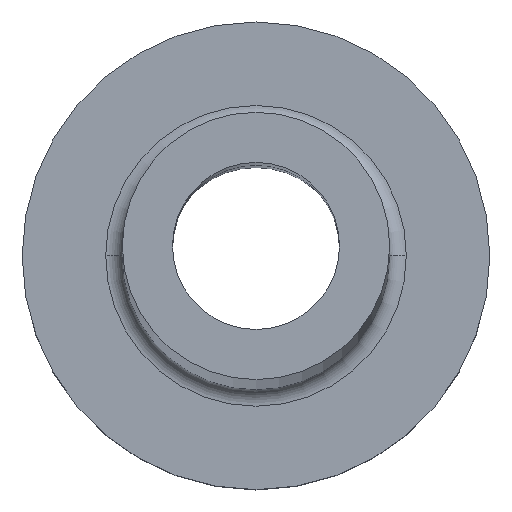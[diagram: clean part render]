
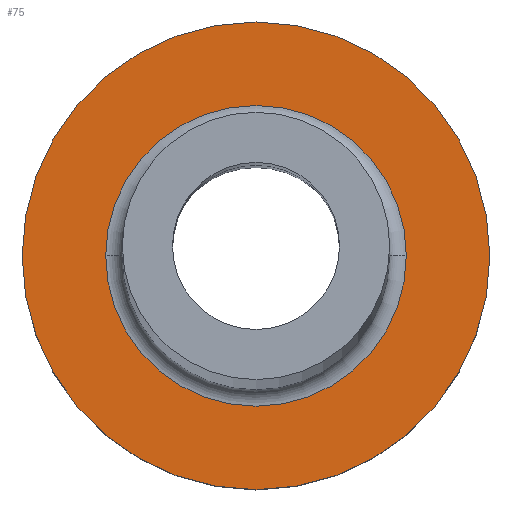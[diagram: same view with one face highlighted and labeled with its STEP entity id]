
A CAD part, top view. The second image highlights one B-rep face of the part: STEP entity #75.
In plain terms, the highlighted planar face has unit normal (0, 0, 1).
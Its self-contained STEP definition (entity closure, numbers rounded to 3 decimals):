
#2 = CIRCLE ( 'NONE', #38, 7. ) ;
#9 = FACE_OUTER_BOUND ( 'NONE', #154, .T. ) ;
#12 = CARTESIAN_POINT ( 'NONE',  ( -4.5, 0., 5. ) ) ;
#38 = AXIS2_PLACEMENT_3D ( 'NONE', #341, #165, #407 ) ;
#48 = EDGE_CURVE ( 'NONE', #109, #99, #416, .T. ) ;
#49 = CARTESIAN_POINT ( 'NONE',  ( 4.5, 0., 5. ) ) ;
#60 = EDGE_CURVE ( 'NONE', #74, #80, #2, .T. ) ;
#62 = CARTESIAN_POINT ( 'NONE',  ( 0., 0., 5. ) ) ;
#74 = VERTEX_POINT ( 'NONE', #307 ) ;
#75 = ADVANCED_FACE ( 'NONE', ( #264, #9 ), #78, .T. ) ;
#78 = PLANE ( 'NONE',  #309 ) ;
#80 = VERTEX_POINT ( 'NONE', #89 ) ;
#87 = DIRECTION ( 'NONE',  ( 0., 0., 1. ) ) ;
#89 = CARTESIAN_POINT ( 'NONE',  ( -7., 0., 5. ) ) ;
#98 = CIRCLE ( 'NONE', #189, 4.5 ) ;
#99 = VERTEX_POINT ( 'NONE', #12 ) ;
#103 = CIRCLE ( 'NONE', #368, 7. ) ;
#109 = VERTEX_POINT ( 'NONE', #49 ) ;
#112 = DIRECTION ( 'NONE',  ( 1., 0., 0. ) ) ;
#125 = CARTESIAN_POINT ( 'NONE',  ( 0., 0., 5. ) ) ;
#154 = EDGE_LOOP ( 'NONE', ( #361, #396 ) ) ;
#158 = DIRECTION ( 'NONE',  ( 1., 0., 0. ) ) ;
#165 = DIRECTION ( 'NONE',  ( 0., 0., 1. ) ) ;
#189 = AXIS2_PLACEMENT_3D ( 'NONE', #62, #251, #112 ) ;
#190 = EDGE_CURVE ( 'NONE', #80, #74, #103, .T. ) ;
#191 = ORIENTED_EDGE ( 'NONE', *, *, #48, .T. ) ;
#229 = AXIS2_PLACEMENT_3D ( 'NONE', #271, #234, #339 ) ;
#234 = DIRECTION ( 'NONE',  ( 0., 0., -1. ) ) ;
#240 = CARTESIAN_POINT ( 'NONE',  ( 0., 0., 5. ) ) ;
#251 = DIRECTION ( 'NONE',  ( 0., 0., -1. ) ) ;
#264 = FACE_BOUND ( 'NONE', #329, .T. ) ;
#271 = CARTESIAN_POINT ( 'NONE',  ( 0., 0., 5. ) ) ;
#277 = DIRECTION ( 'NONE',  ( 1., 0., 0. ) ) ;
#279 = ORIENTED_EDGE ( 'NONE', *, *, #362, .T. ) ;
#307 = CARTESIAN_POINT ( 'NONE',  ( 7., 0., 5. ) ) ;
#309 = AXIS2_PLACEMENT_3D ( 'NONE', #125, #87, #158 ) ;
#329 = EDGE_LOOP ( 'NONE', ( #191, #279 ) ) ;
#339 = DIRECTION ( 'NONE',  ( 1., 0., 0. ) ) ;
#341 = CARTESIAN_POINT ( 'NONE',  ( 0., 0., 5. ) ) ;
#361 = ORIENTED_EDGE ( 'NONE', *, *, #190, .T. ) ;
#362 = EDGE_CURVE ( 'NONE', #99, #109, #98, .T. ) ;
#368 = AXIS2_PLACEMENT_3D ( 'NONE', #240, #411, #277 ) ;
#396 = ORIENTED_EDGE ( 'NONE', *, *, #60, .T. ) ;
#407 = DIRECTION ( 'NONE',  ( 1., 0., 0. ) ) ;
#411 = DIRECTION ( 'NONE',  ( 0., 0., 1. ) ) ;
#416 = CIRCLE ( 'NONE', #229, 4.5 ) ;
